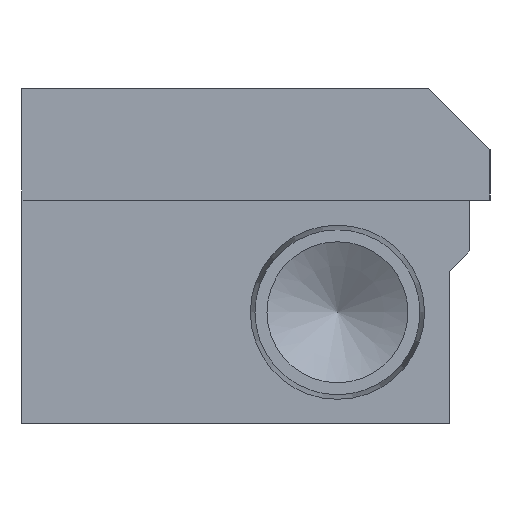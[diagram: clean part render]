
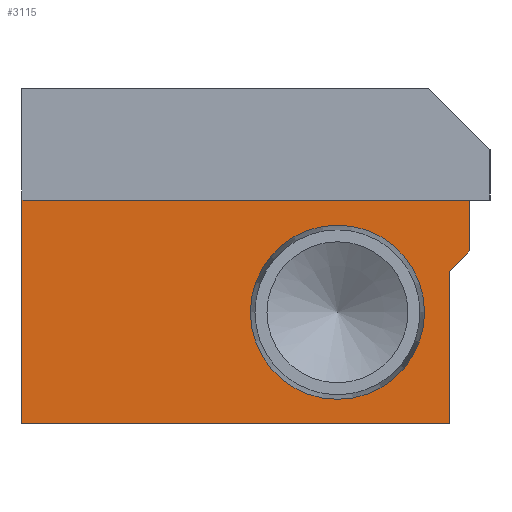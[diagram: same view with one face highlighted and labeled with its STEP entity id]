
A CAD part, left-side view. The second image highlights one B-rep face of the part: STEP entity #3115.
In plain terms, the highlighted planar face has unit normal (-1, 0, 0).
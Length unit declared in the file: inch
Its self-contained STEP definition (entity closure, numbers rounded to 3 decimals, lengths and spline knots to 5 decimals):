
#205=FACE_BOUND('',#755,.T.);
#345=CIRCLE('',#3721,0.26751);
#530=FACE_OUTER_BOUND('',#754,.T.);
#754=EDGE_LOOP('',(#2618,#2619,#2620,#2621,#2622,#2623));
#755=EDGE_LOOP('',(#2624));
#1028=LINE('',#5558,#1289);
#1044=LINE('',#5650,#1305);
#1045=LINE('',#5651,#1306);
#1046=LINE('',#5653,#1307);
#1047=LINE('',#5655,#1308);
#1048=LINE('',#5656,#1309);
#1289=VECTOR('',#4408,1.312);
#1305=VECTOR('',#4514,1.375);
#1306=VECTOR('',#4515,0.6875);
#1307=VECTOR('',#4516,0.46825);
#1308=VECTOR('',#4517,0.0891);
#1309=VECTOR('',#4518,0.15625);
#1535=VERTEX_POINT('',#5551);
#1538=VERTEX_POINT('',#5556);
#1565=VERTEX_POINT('',#5636);
#1568=VERTEX_POINT('',#5648);
#1569=VERTEX_POINT('',#5649);
#1570=VERTEX_POINT('',#5652);
#1571=VERTEX_POINT('',#5654);
#1892=EDGE_CURVE('',#1538,#1535,#1028,.T.);
#1930=EDGE_CURVE('',#1565,#1565,#345,.T.);
#1935=EDGE_CURVE('',#1568,#1569,#1044,.T.);
#1936=EDGE_CURVE('',#1535,#1568,#1045,.T.);
#1937=EDGE_CURVE('',#1570,#1538,#1046,.T.);
#1938=EDGE_CURVE('',#1571,#1570,#1047,.T.);
#1939=EDGE_CURVE('',#1569,#1571,#1048,.T.);
#2618=ORIENTED_EDGE('',*,*,#1935,.F.);
#2619=ORIENTED_EDGE('',*,*,#1936,.F.);
#2620=ORIENTED_EDGE('',*,*,#1892,.F.);
#2621=ORIENTED_EDGE('',*,*,#1937,.F.);
#2622=ORIENTED_EDGE('',*,*,#1938,.F.);
#2623=ORIENTED_EDGE('',*,*,#1939,.F.);
#2624=ORIENTED_EDGE('',*,*,#1930,.T.);
#2944=PLANE('',#3726);
#3115=ADVANCED_FACE('',(#530,#205),#2944,.T.);
#3721=AXIS2_PLACEMENT_3D('',#5638,#4500,#4501);
#3726=AXIS2_PLACEMENT_3D('',#5647,#4512,#4513);
#4408=DIRECTION('',(0.,1.,0.));
#4500=DIRECTION('center_axis',(1.,0.,0.));
#4501=DIRECTION('ref_axis',(0.,1.,0.));
#4512=DIRECTION('center_axis',(-1.,0.,0.));
#4513=DIRECTION('ref_axis',(0.,0.,1.));
#4514=DIRECTION('',(0.,-1.,0.));
#4515=DIRECTION('',(0.,0.,1.));
#4516=DIRECTION('',(0.,0.,-1.));
#4517=DIRECTION('',(0.,0.707,-0.707));
#4518=DIRECTION('',(0.,0.,-1.));
#5551=CARTESIAN_POINT('',(-42.49994,-18.80068,-0.6875));
#5556=CARTESIAN_POINT('',(-42.49994,-20.11268,-0.6875));
#5558=CARTESIAN_POINT('',(-42.49994,-20.11268,-0.6875));
#5636=CARTESIAN_POINT('',(-42.49994,-20.03719,-0.3445));
#5638=CARTESIAN_POINT('Origin',(-42.49994,-19.76968,-0.3445));
#5647=CARTESIAN_POINT('Origin',(-42.49994,-19.63593,-0.3445));
#5648=CARTESIAN_POINT('',(-42.49994,-18.80068,0.));
#5649=CARTESIAN_POINT('',(-42.49994,-20.17568,0.));
#5650=CARTESIAN_POINT('',(-42.49994,-18.80068,0.));
#5651=CARTESIAN_POINT('',(-42.49994,-18.80068,-0.6875));
#5652=CARTESIAN_POINT('',(-42.49994,-20.11268,-0.21925));
#5653=CARTESIAN_POINT('',(-42.49994,-20.11268,-0.21925));
#5654=CARTESIAN_POINT('',(-42.49994,-20.17568,-0.15625));
#5655=CARTESIAN_POINT('',(-42.49994,-20.17568,-0.15625));
#5656=CARTESIAN_POINT('',(-42.49994,-20.17568,0.));
